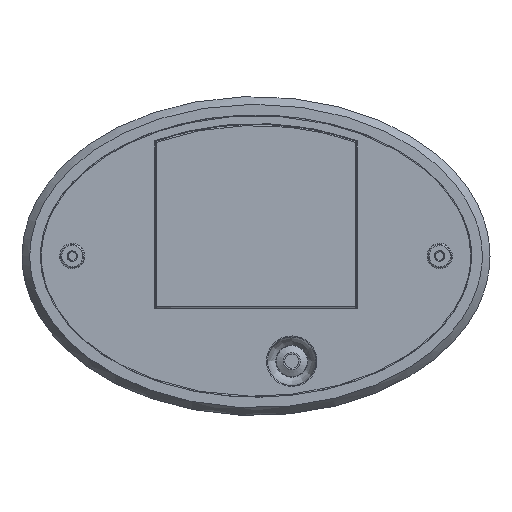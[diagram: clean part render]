
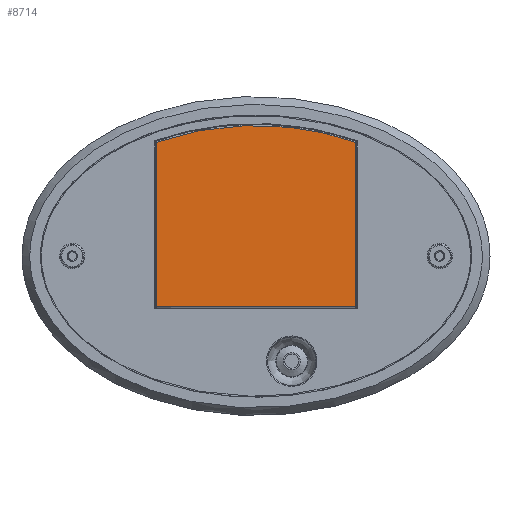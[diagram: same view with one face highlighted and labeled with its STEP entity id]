
A CAD part, top view. The second image highlights one B-rep face of the part: STEP entity #8714.
In plain terms, the highlighted planar face has unit normal (0, 0, 1).
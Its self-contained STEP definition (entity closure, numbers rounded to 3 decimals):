
#315 = ORIENTED_EDGE ( 'NONE', *, *, #798, .F. ) ;
#400 = AXIS2_PLACEMENT_3D ( 'NONE', #4585, #7701, #1742 ) ;
#796 = CARTESIAN_POINT ( 'NONE',  ( -8.75, 67.325, 0. ) ) ;
#798 = EDGE_CURVE ( 'NONE', #5600, #4771, #7837, .T. ) ;
#1024 = CARTESIAN_POINT ( 'NONE',  ( 51.5, -26.337, 0. ) ) ;
#1438 = ORIENTED_EDGE ( 'NONE', *, *, #11685, .F. ) ;
#1638 = LINE ( 'NONE', #3827, #1895 ) ;
#1742 = DIRECTION ( 'NONE',  ( 1., 0., 0. ) ) ;
#1750 = VECTOR ( 'NONE', #12607, 1000. ) ;
#1824 = CARTESIAN_POINT ( 'NONE',  ( 4.452, 67.499, 0. ) ) ;
#1895 = VECTOR ( 'NONE', #10748, 1000. ) ;
#2724 = CARTESIAN_POINT ( 'NONE',  ( 51.5, 0., 0. ) ) ;
#2811 = CARTESIAN_POINT ( 'NONE',  ( 17.535, 66.61, 0. ) ) ;
#2837 = CARTESIAN_POINT ( 'NONE',  ( -51.5, 58.812, 0. ) ) ;
#3203 = CARTESIAN_POINT ( 'NONE',  ( 51.5, 58.812, 0. ) ) ;
#3717 = EDGE_LOOP ( 'NONE', ( #1438, #315, #4437, #4584 ) ) ;
#3762 = CARTESIAN_POINT ( 'NONE',  ( -49.429, 59.559, 0. ) ) ;
#3803 = CARTESIAN_POINT ( 'NONE',  ( 30.436, 64.654, 0. ) ) ;
#3827 = CARTESIAN_POINT ( 'NONE',  ( -102., -26.337, 0. ) ) ;
#4137 = EDGE_CURVE ( 'NONE', #6265, #5600, #11754, .T. ) ;
#4437 = ORIENTED_EDGE ( 'NONE', *, *, #4137, .F. ) ;
#4584 = ORIENTED_EDGE ( 'NONE', *, *, #7497, .F. ) ;
#4585 = CARTESIAN_POINT ( 'NONE',  ( -102., 0., 0. ) ) ;
#4771 = VERTEX_POINT ( 'NONE', #3203 ) ;
#4785 = CARTESIAN_POINT ( 'NONE',  ( -41.01, 62.142, 0. ) ) ;
#4829 = CARTESIAN_POINT ( 'NONE',  ( 43.15, 61.591, 0. ) ) ;
#5600 = VERTEX_POINT ( 'NONE', #2837 ) ;
#5729 = CARTESIAN_POINT ( 'NONE',  ( -51.5, 0., 0. ) ) ;
#5746 = CARTESIAN_POINT ( 'NONE',  ( -51.5, 58.812, 0. ) ) ;
#5788 = CARTESIAN_POINT ( 'NONE',  ( -30.382, 64.665, 0. ) ) ;
#5832 = CARTESIAN_POINT ( 'NONE',  ( 51.5, 58.812, 0. ) ) ;
#6265 = VERTEX_POINT ( 'NONE', #7218 ) ;
#6733 = DIRECTION ( 'NONE',  ( 0., -1., 0. ) ) ;
#6783 = CARTESIAN_POINT ( 'NONE',  ( -17.459, 66.618, 0. ) ) ;
#7218 = CARTESIAN_POINT ( 'NONE',  ( -51.5, -26.337, 0. ) ) ;
#7497 = EDGE_CURVE ( 'NONE', #10416, #6265, #1638, .T. ) ;
#7701 = DIRECTION ( 'NONE',  ( 0., 0., 1. ) ) ;
#7786 = CARTESIAN_POINT ( 'NONE',  ( -4.368, 67.501, 0. ) ) ;
#7837 = B_SPLINE_CURVE_WITH_KNOTS ( 'NONE', 3,
 ( #5746, #3762, #9713, #10683, #4785, #11683, #5788, #12665, #6783, #796, #7786, #1824, #8771, #2811, #9756, #3803, #10728, #4829, #11729, #5832 ),
 .UNSPECIFIED., .F., .F.,
 ( 4, 2, 2, 2, 2, 2, 2, 2, 2, 4 ),
 ( 0., 0.063, 0.125, 0.25, 0.375, 0.5, 0.625, 0.75, 0.875, 1. ),
 .UNSPECIFIED. ) ;
#8714 = ADVANCED_FACE ( 'NONE', ( #9750 ), #12590, .T. ) ;
#8771 = CARTESIAN_POINT ( 'NONE',  ( 8.834, 67.32, 0. ) ) ;
#9713 = CARTESIAN_POINT ( 'NONE',  ( -47.329, 60.259, 0. ) ) ;
#9750 = FACE_OUTER_BOUND ( 'NONE', #3717, .T. ) ;
#9756 = CARTESIAN_POINT ( 'NONE',  ( 21.856, 66.079, 0. ) ) ;
#10416 = VERTEX_POINT ( 'NONE', #1024 ) ;
#10683 = CARTESIAN_POINT ( 'NONE',  ( -43.122, 61.549, 0. ) ) ;
#10728 = CARTESIAN_POINT ( 'NONE',  ( 34.696, 63.762, 0. ) ) ;
#10748 = DIRECTION ( 'NONE',  ( -1., 0., 0. ) ) ;
#10897 = LINE ( 'NONE', #2724, #10960 ) ;
#10960 = VECTOR ( 'NONE', #6733, 1000. ) ;
#11683 = CARTESIAN_POINT ( 'NONE',  ( -34.651, 63.773, 0. ) ) ;
#11685 = EDGE_CURVE ( 'NONE', #4771, #10416, #10897, .T. ) ;
#11729 = CARTESIAN_POINT ( 'NONE',  ( 47.344, 60.311, 0. ) ) ;
#11754 = LINE ( 'NONE', #5729, #1750 ) ;
#12590 = PLANE ( 'NONE',  #400 ) ;
#12607 = DIRECTION ( 'NONE',  ( 0., 1., 0. ) ) ;
#12665 = CARTESIAN_POINT ( 'NONE',  ( -21.785, 66.089, 0. ) ) ;
